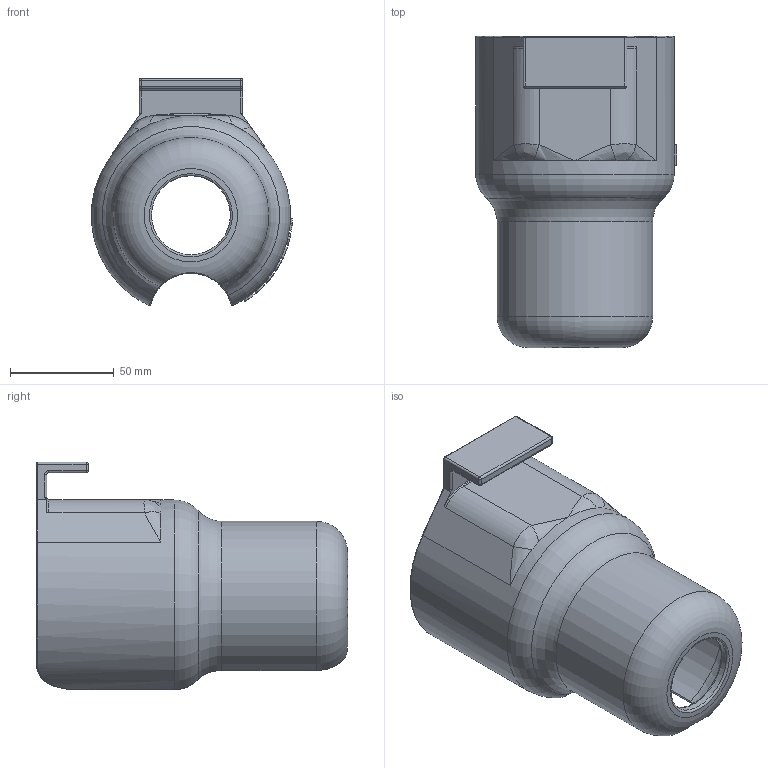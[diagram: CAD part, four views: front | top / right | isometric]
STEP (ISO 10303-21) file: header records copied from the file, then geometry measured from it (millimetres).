
FILE_DESCRIPTION(/* description */ (''),/* implementation_level */ '2;1');
FILE_NAME(/* name */ 'hobocup v4.step',/* time_stamp */ '2023-12-12T21:59:15-08:00',/* author */ (''),/* organization */ (''),/* preprocessor_version */ 'ST-DEVELOPER v20',/* originating_system */ 'Autodesk Translation Framework v12.14.0.127',/* authorisation */ '');
FILE_SCHEMA (('AUTOMOTIVE_DESIGN { 1 0 10303 214 3 1 1 }'));
Length unit declared in the file: millimetre
Products named in the file (1): hobocup
Bounding box: 96.92 x 150 x 109.62 mm (x, y, z)
Volume: 141912.4 mm3; surface area: 77708.2 mm2
Topology: 1 solids, 1 shells, 263 faces, 697 edges, 443 vertices
Faces by surface type: bspline 137, plane 60, cylinder 45, torus 17, sphere 4
Full cylindrical faces by diameter (mm): 38 x1
Entity records: 11236 total; most frequent: CARTESIAN_POINT 5544, ORIENTED_EDGE 1386, DIRECTION 807, EDGE_CURVE 693, VERTEX_POINT 443, LINE 293, VECTOR 293, EDGE_LOOP 276
